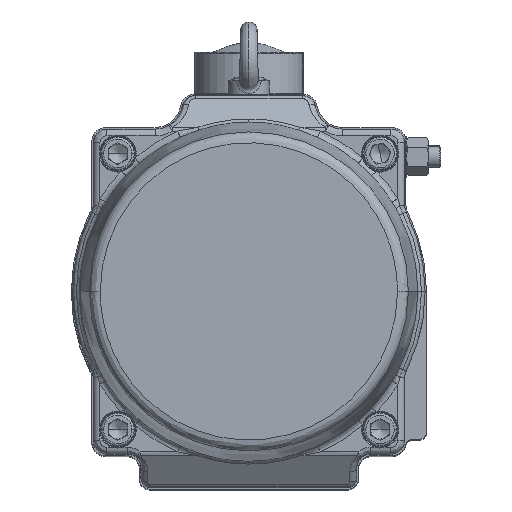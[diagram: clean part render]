
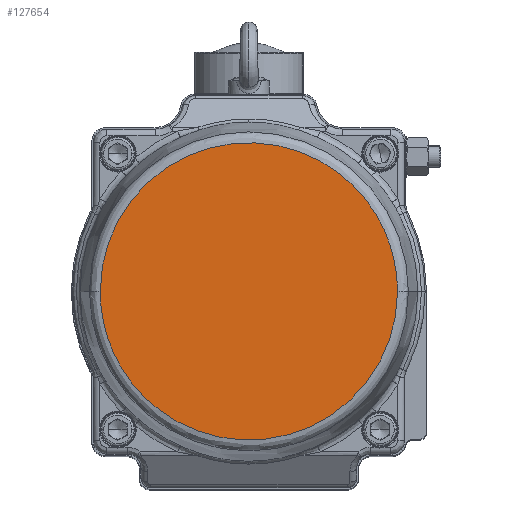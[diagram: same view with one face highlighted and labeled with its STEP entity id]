
A CAD part, top view. The second image highlights one B-rep face of the part: STEP entity #127654.
In plain terms, the highlighted planar face has unit normal (0, 0, 1).
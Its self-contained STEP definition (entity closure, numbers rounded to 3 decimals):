
#2373 = VERTEX_POINT ( 'NONE', #88183 ) ;
#6608 = CARTESIAN_POINT ( 'NONE',  ( 108.808, 0., 304. ) ) ;
#15921 = CARTESIAN_POINT ( 'NONE',  ( -108.808, 217.616, 304. ) ) ;
#21141 = EDGE_LOOP ( 'NONE', ( #121482, #71961 ) ) ;
#23508 = CARTESIAN_POINT ( 'NONE',  ( -108.808, 0., 304. ) ) ;
#27709 = FACE_OUTER_BOUND ( 'NONE', #21141, .T. ) ;
#40774 = VERTEX_POINT ( 'NONE', #67562 ) ;
#47922 = DIRECTION ( 'NONE',  ( 0., 0., -1. ) ) ;
#65631 = CARTESIAN_POINT ( 'NONE',  ( 108.808, 0., 304. ) ) ;
#67562 = CARTESIAN_POINT ( 'NONE',  ( 108.808, 0., 304. ) ) ;
#69571 = CARTESIAN_POINT ( 'NONE',  ( -108.808, 0., 304. ) ) ;
#71003 = PLANE ( 'NONE',  #133954 ) ;
#71961 = ORIENTED_EDGE ( 'NONE', *, *, #77822, .F. ) ;
#77822 = EDGE_CURVE ( 'NONE', #2373, #40774, #134130, .T. ) ;
#88183 = CARTESIAN_POINT ( 'NONE',  ( -108.808, 0., 304. ) ) ;
#95004 = EDGE_CURVE ( 'NONE', #40774, #2373, #109511, .T. ) ;
#102472 = DIRECTION ( 'NONE',  ( -1., 0., 0. ) ) ;
#109511 =( BOUNDED_CURVE ( )  B_SPLINE_CURVE ( 3, ( #65631, #116966, #118344, #23508 ),
 .UNSPECIFIED., .F., .F. ) 
 B_SPLINE_CURVE_WITH_KNOTS ( ( 4, 4 ),
 ( 0., 1. ),
 .UNSPECIFIED. ) 
 CURVE ( )  GEOMETRIC_REPRESENTATION_ITEM ( )  RATIONAL_B_SPLINE_CURVE ( ( 1., 0.333, 0.333, 1. ) ) 
 REPRESENTATION_ITEM ( '' )  );
#111219 = CARTESIAN_POINT ( 'NONE',  ( 108.808, 217.616, 304. ) ) ;
#116966 = CARTESIAN_POINT ( 'NONE',  ( 108.808, -217.616, 304. ) ) ;
#118344 = CARTESIAN_POINT ( 'NONE',  ( -108.808, -217.616, 304. ) ) ;
#121482 = ORIENTED_EDGE ( 'NONE', *, *, #95004, .F. ) ;
#121932 = CARTESIAN_POINT ( 'NONE',  ( 0., 0., 304. ) ) ;
#127654 = ADVANCED_FACE ( 'NONE', ( #27709 ), #71003, .F. ) ;
#133954 = AXIS2_PLACEMENT_3D ( 'NONE', #121932, #47922, #102472 ) ;
#134130 =( BOUNDED_CURVE ( )  B_SPLINE_CURVE ( 3, ( #69571, #15921, #111219, #6608 ),
 .UNSPECIFIED., .F., .F. ) 
 B_SPLINE_CURVE_WITH_KNOTS ( ( 4, 4 ),
 ( 0., 1. ),
 .UNSPECIFIED. ) 
 CURVE ( )  GEOMETRIC_REPRESENTATION_ITEM ( )  RATIONAL_B_SPLINE_CURVE ( ( 1., 0.333, 0.333, 1. ) ) 
 REPRESENTATION_ITEM ( '' )  );
